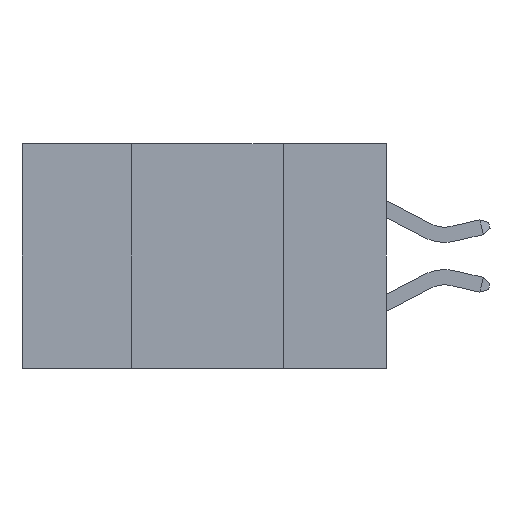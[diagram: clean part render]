
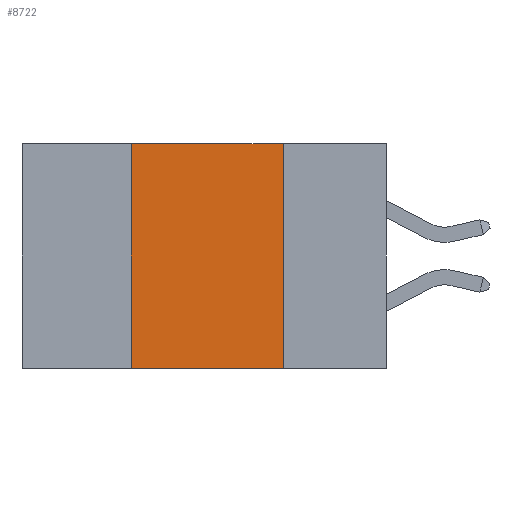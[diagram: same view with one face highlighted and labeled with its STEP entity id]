
A CAD part, left-side view. The second image highlights one B-rep face of the part: STEP entity #8722.
In plain terms, the highlighted planar face has unit normal (-1, 0, 0).
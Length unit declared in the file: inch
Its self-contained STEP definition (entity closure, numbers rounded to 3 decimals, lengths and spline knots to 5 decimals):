
#2232 = VECTOR ( 'NONE', #8736, 39.37008 ) ;
#2370 = VECTOR ( 'NONE', #8203, 39.37008 ) ;
#2700 = ORIENTED_EDGE ( 'NONE', *, *, #2891, .F. ) ;
#2777 = CARTESIAN_POINT ( 'NONE',  ( 0., 0.17, -0.37 ) ) ;
#2806 = CARTESIAN_POINT ( 'NONE',  ( 0., 0.17, -0.37 ) ) ;
#2850 = AXIS2_PLACEMENT_3D ( 'NONE', #3981, #3255, #7764 ) ;
#2877 = VERTEX_POINT ( 'NONE', #4622 ) ;
#2891 = EDGE_CURVE ( 'NONE', #2877, #5375, #5917, .T. ) ;
#3255 = DIRECTION ( 'NONE',  ( 1., 0., 0. ) ) ;
#3853 = CARTESIAN_POINT ( 'NONE',  ( 0., 0.6, 0. ) ) ;
#3981 = CARTESIAN_POINT ( 'NONE',  ( 0., 0.6, 0. ) ) ;
#4027 = FACE_OUTER_BOUND ( 'NONE', #8643, .T. ) ;
#4622 = CARTESIAN_POINT ( 'NONE',  ( 0., 0.42, 0. ) ) ;
#4831 = LINE ( 'NONE', #2806, #8623 ) ;
#4897 = LINE ( 'NONE', #7810, #8338 ) ;
#5072 = CARTESIAN_POINT ( 'NONE',  ( 0., 0.42, -0.37 ) ) ;
#5375 = VERTEX_POINT ( 'NONE', #5799 ) ;
#5799 = CARTESIAN_POINT ( 'NONE',  ( 0., 0.17, 0. ) ) ;
#5836 = LINE ( 'NONE', #5072, #2232 ) ;
#5917 = LINE ( 'NONE', #3853, #2370 ) ;
#6142 = DIRECTION ( 'NONE',  ( 0., -1., 0. ) ) ;
#6961 = CARTESIAN_POINT ( 'NONE',  ( 0., 0.42, -0.37 ) ) ;
#7209 = EDGE_CURVE ( 'NONE', #5375, #8931, #4831, .T. ) ;
#7512 = VERTEX_POINT ( 'NONE', #6961 ) ;
#7764 = DIRECTION ( 'NONE',  ( 0., 0., -1. ) ) ;
#7810 = CARTESIAN_POINT ( 'NONE',  ( 0., 0.6, -0.37 ) ) ;
#7816 = ORIENTED_EDGE ( 'NONE', *, *, #8808, .T. ) ;
#8203 = DIRECTION ( 'NONE',  ( 0., -1., 0. ) ) ;
#8209 = ORIENTED_EDGE ( 'NONE', *, *, #8928, .F. ) ;
#8338 = VECTOR ( 'NONE', #6142, 39.37008 ) ;
#8582 = DIRECTION ( 'NONE',  ( 0., 0., -1. ) ) ;
#8623 = VECTOR ( 'NONE', #8582, 39.37008 ) ;
#8643 = EDGE_LOOP ( 'NONE', ( #9041, #2700, #8209, #7816 ) ) ;
#8722 = ADVANCED_FACE ( 'NONE', ( #4027 ), #9025, .F. ) ;
#8736 = DIRECTION ( 'NONE',  ( 0., 0., 1. ) ) ;
#8808 = EDGE_CURVE ( 'NONE', #7512, #8931, #4897, .T. ) ;
#8928 = EDGE_CURVE ( 'NONE', #7512, #2877, #5836, .T. ) ;
#8931 = VERTEX_POINT ( 'NONE', #2777 ) ;
#9025 = PLANE ( 'NONE',  #2850 ) ;
#9041 = ORIENTED_EDGE ( 'NONE', *, *, #7209, .F. ) ;
